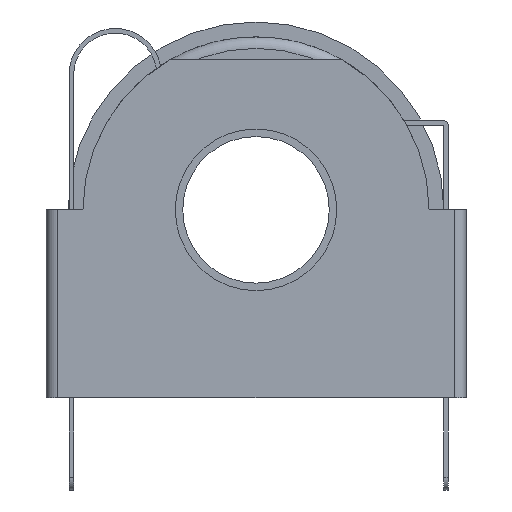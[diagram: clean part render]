
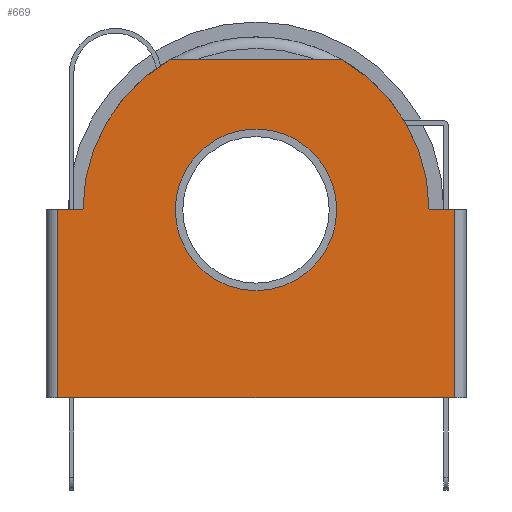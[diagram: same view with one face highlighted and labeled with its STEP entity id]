
A CAD part, left-side view. The second image highlights one B-rep face of the part: STEP entity #669.
In plain terms, the highlighted planar face has unit normal (-1, 0, 0).
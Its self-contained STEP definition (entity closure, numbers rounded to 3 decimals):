
#546 = VERTEX_POINT('',#547);
#547 = CARTESIAN_POINT('',(-3.905,-11.5,8.15));
#553 = EDGE_CURVE('',#546,#554,#556,.T.);
#554 = VERTEX_POINT('',#555);
#555 = CARTESIAN_POINT('',(-3.905,-4.5,8.15));
#556 = CIRCLE('',#557,3.5);
#557 = AXIS2_PLACEMENT_3D('',#558,#559,#560);
#558 = CARTESIAN_POINT('',(-3.905,-8.,8.15));
#559 = DIRECTION('',(1.,0.,0.));
#560 = DIRECTION('',(0.,-1.,0.));
#562 = EDGE_CURVE('',#554,#546,#563,.T.);
#563 = CIRCLE('',#564,3.5);
#564 = AXIS2_PLACEMENT_3D('',#565,#566,#567);
#565 = CARTESIAN_POINT('',(-3.905,-8.,8.15));
#566 = DIRECTION('',(1.,0.,0.));
#567 = DIRECTION('',(0.,-1.,0.));
#669 = ADVANCED_FACE('',(#670,#738),#742,.T.);
#670 = FACE_BOUND('',#671,.T.);
#671 = EDGE_LOOP('',(#672,#682,#690,#698,#707,#715,#724,#732));
#672 = ORIENTED_EDGE('',*,*,#673,.T.);
#673 = EDGE_CURVE('',#674,#676,#678,.T.);
#674 = VERTEX_POINT('',#675);
#675 = CARTESIAN_POINT('',(-3.905,0.6,0.01));
#676 = VERTEX_POINT('',#677);
#677 = CARTESIAN_POINT('',(-3.905,-16.6,0.01));
#678 = LINE('',#679,#680);
#679 = CARTESIAN_POINT('',(-3.905,1.1,0.01));
#680 = VECTOR('',#681,1.);
#681 = DIRECTION('',(0.,-1.,0.));
#682 = ORIENTED_EDGE('',*,*,#683,.T.);
#683 = EDGE_CURVE('',#676,#684,#686,.T.);
#684 = VERTEX_POINT('',#685);
#685 = CARTESIAN_POINT('',(-3.905,-16.6,8.15));
#686 = LINE('',#687,#688);
#687 = CARTESIAN_POINT('',(-3.905,-16.6,0.01));
#688 = VECTOR('',#689,1.);
#689 = DIRECTION('',(0.,0.,1.));
#690 = ORIENTED_EDGE('',*,*,#691,.F.);
#691 = EDGE_CURVE('',#692,#684,#694,.T.);
#692 = VERTEX_POINT('',#693);
#693 = CARTESIAN_POINT('',(-3.905,-15.5,8.15));
#694 = LINE('',#695,#696);
#695 = CARTESIAN_POINT('',(-3.905,1.1,8.15));
#696 = VECTOR('',#697,1.);
#697 = DIRECTION('',(0.,-1.,0.));
#698 = ORIENTED_EDGE('',*,*,#699,.T.);
#699 = EDGE_CURVE('',#692,#700,#702,.T.);
#700 = VERTEX_POINT('',#701);
#701 = CARTESIAN_POINT('',(-3.905,-11.742,14.65));
#702 = CIRCLE('',#703,7.5);
#703 = AXIS2_PLACEMENT_3D('',#704,#705,#706);
#704 = CARTESIAN_POINT('',(-3.905,-8.,8.15));
#705 = DIRECTION('',(-1.,0.,0.));
#706 = DIRECTION('',(0.,-1.,0.));
#707 = ORIENTED_EDGE('',*,*,#708,.T.);
#708 = EDGE_CURVE('',#700,#709,#711,.T.);
#709 = VERTEX_POINT('',#710);
#710 = CARTESIAN_POINT('',(-3.905,-4.258,14.65));
#711 = LINE('',#712,#713);
#712 = CARTESIAN_POINT('',(-3.905,-8.,14.65));
#713 = VECTOR('',#714,1.);
#714 = DIRECTION('',(0.,1.,0.));
#715 = ORIENTED_EDGE('',*,*,#716,.T.);
#716 = EDGE_CURVE('',#709,#717,#719,.T.);
#717 = VERTEX_POINT('',#718);
#718 = CARTESIAN_POINT('',(-3.905,-0.5,8.15));
#719 = CIRCLE('',#720,7.5);
#720 = AXIS2_PLACEMENT_3D('',#721,#722,#723);
#721 = CARTESIAN_POINT('',(-3.905,-8.,8.15));
#722 = DIRECTION('',(-1.,0.,0.));
#723 = DIRECTION('',(0.,-1.,0.));
#724 = ORIENTED_EDGE('',*,*,#725,.F.);
#725 = EDGE_CURVE('',#726,#717,#728,.T.);
#726 = VERTEX_POINT('',#727);
#727 = CARTESIAN_POINT('',(-3.905,0.6,8.15));
#728 = LINE('',#729,#730);
#729 = CARTESIAN_POINT('',(-3.905,1.1,8.15));
#730 = VECTOR('',#731,1.);
#731 = DIRECTION('',(0.,-1.,0.));
#732 = ORIENTED_EDGE('',*,*,#733,.F.);
#733 = EDGE_CURVE('',#674,#726,#734,.T.);
#734 = LINE('',#735,#736);
#735 = CARTESIAN_POINT('',(-3.905,0.6,0.01));
#736 = VECTOR('',#737,1.);
#737 = DIRECTION('',(0.,0.,1.));
#738 = FACE_BOUND('',#739,.T.);
#739 = EDGE_LOOP('',(#740,#741));
#740 = ORIENTED_EDGE('',*,*,#553,.T.);
#741 = ORIENTED_EDGE('',*,*,#562,.T.);
#742 = PLANE('',#743);
#743 = AXIS2_PLACEMENT_3D('',#744,#745,#746);
#744 = CARTESIAN_POINT('',(-3.905,-8.,6.414));
#745 = DIRECTION('',(-1.,0.,0.));
#746 = DIRECTION('',(0.,0.,1.));
